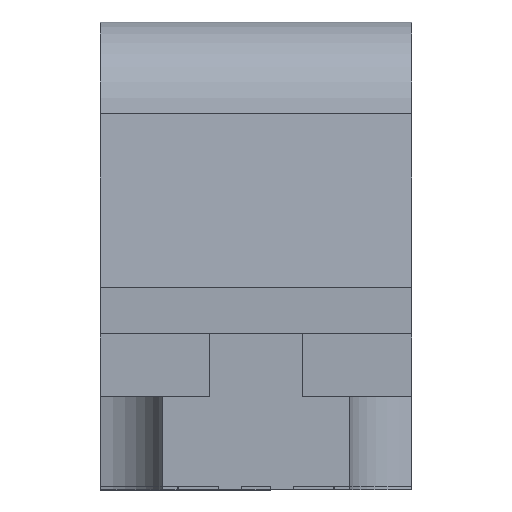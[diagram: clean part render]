
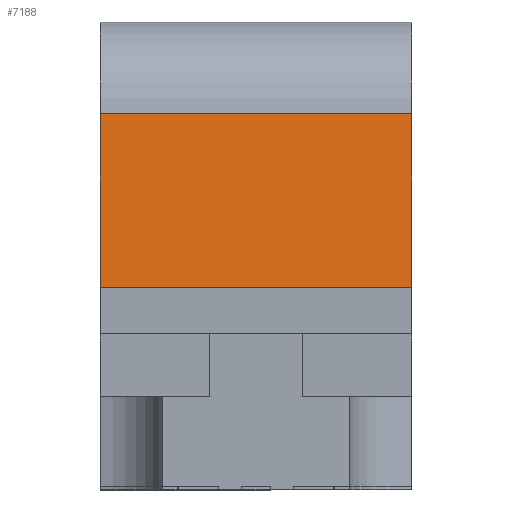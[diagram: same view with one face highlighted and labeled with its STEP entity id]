
A CAD part, left-side view. The second image highlights one B-rep face of the part: STEP entity #7188.
In plain terms, the highlighted planar face has unit normal (-0.998, 0, 0.07).
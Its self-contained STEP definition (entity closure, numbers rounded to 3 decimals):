
#772=LINE('',#11181,#1461);
#773=LINE('',#11185,#1462);
#774=LINE('',#11187,#1463);
#775=LINE('',#11189,#1464);
#1461=VECTOR('',#9113,1000.);
#1462=VECTOR('',#9118,1000.);
#1463=VECTOR('',#9119,1000.);
#1464=VECTOR('',#9120,1000.);
#3061=ORIENTED_EDGE('',*,*,#3894,.T.);
#3062=ORIENTED_EDGE('',*,*,#3895,.F.);
#3063=ORIENTED_EDGE('',*,*,#3896,.F.);
#3064=ORIENTED_EDGE('',*,*,#3892,.T.);
#3892=EDGE_CURVE('',#4435,#4434,#772,.T.);
#3894=EDGE_CURVE('',#4434,#4436,#773,.T.);
#3895=EDGE_CURVE('',#4437,#4436,#774,.T.);
#3896=EDGE_CURVE('',#4435,#4437,#775,.T.);
#4434=VERTEX_POINT('',#11180);
#4435=VERTEX_POINT('',#11182);
#4436=VERTEX_POINT('',#11186);
#4437=VERTEX_POINT('',#11188);
#4872=EDGE_LOOP('',(#3061,#3062,#3063,#3064));
#5207=FACE_BOUND('',#4872,.T.);
#5463=PLANE('',#7625);
#7188=ADVANCED_FACE('',(#5207),#5463,.F.);
#7625=AXIS2_PLACEMENT_3D('',#11184,#9116,#9117);
#9113=DIRECTION('',(0.,1.,0.));
#9116=DIRECTION('',(0.998,0.,-0.07));
#9117=DIRECTION('',(-0.07,0.,-0.998));
#9118=DIRECTION('',(-0.07,0.,-0.998));
#9119=DIRECTION('',(0.,1.,0.));
#9120=DIRECTION('',(-0.07,0.,-0.998));
#11180=CARTESIAN_POINT('',(-1.461,0.5,1.205));
#11181=CARTESIAN_POINT('',(-1.461,-0.5,1.205));
#11182=CARTESIAN_POINT('',(-1.461,-0.5,1.205));
#11184=CARTESIAN_POINT('',(-1.5,-0.5,0.65));
#11185=CARTESIAN_POINT('',(-1.5,0.5,0.65));
#11186=CARTESIAN_POINT('',(-1.5,0.5,0.65));
#11187=CARTESIAN_POINT('',(-1.5,-0.5,0.65));
#11188=CARTESIAN_POINT('',(-1.5,-0.5,0.65));
#11189=CARTESIAN_POINT('',(-1.5,-0.5,0.65));
